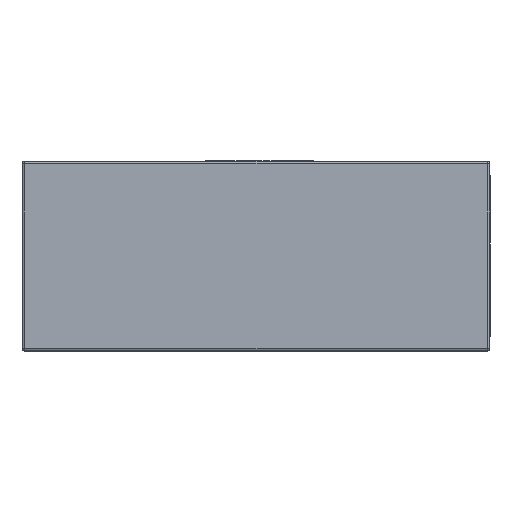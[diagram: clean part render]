
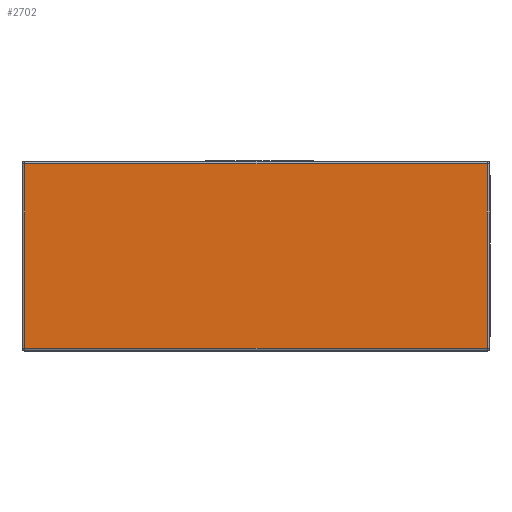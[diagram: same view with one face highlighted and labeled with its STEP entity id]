
A CAD part, left-side view. The second image highlights one B-rep face of the part: STEP entity #2702.
In plain terms, the highlighted planar face has unit normal (-1, 0, 0).
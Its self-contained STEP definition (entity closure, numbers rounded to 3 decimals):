
#300=FACE_OUTER_BOUND('',#478,.T.);
#478=EDGE_LOOP('',(#1963,#1964,#1965,#1966));
#657=LINE('',#4207,#935);
#659=LINE('',#4213,#937);
#664=LINE('',#4223,#942);
#668=LINE('',#4229,#946);
#935=VECTOR('',#3424,10.);
#937=VECTOR('',#3432,10.);
#942=VECTOR('',#3443,10.);
#946=VECTOR('',#3451,10.);
#1212=VERTEX_POINT('',#4180);
#1214=VERTEX_POINT('',#4185);
#1216=VERTEX_POINT('',#4194);
#1219=VERTEX_POINT('',#4201);
#1478=EDGE_CURVE('',#1219,#1214,#657,.T.);
#1481=EDGE_CURVE('',#1216,#1219,#659,.T.);
#1487=EDGE_CURVE('',#1212,#1216,#664,.T.);
#1491=EDGE_CURVE('',#1214,#1212,#668,.T.);
#1963=ORIENTED_EDGE('',*,*,#1478,.F.);
#1964=ORIENTED_EDGE('',*,*,#1481,.F.);
#1965=ORIENTED_EDGE('',*,*,#1487,.F.);
#1966=ORIENTED_EDGE('',*,*,#1491,.F.);
#2576=PLANE('',#3068);
#2702=ADVANCED_FACE('',(#300),#2576,.T.);
#3068=AXIS2_PLACEMENT_3D('',#4240,#3466,#3467);
#3424=DIRECTION('',(0.,1.,0.));
#3432=DIRECTION('',(0.,0.,-1.));
#3443=DIRECTION('',(0.,-1.,0.));
#3451=DIRECTION('',(0.,0.,1.));
#3466=DIRECTION('center_axis',(-1.,0.,0.));
#3467=DIRECTION('ref_axis',(0.,-1.,0.));
#4180=CARTESIAN_POINT('',(-0.187,0.64,1.59));
#4185=CARTESIAN_POINT('',(-0.187,0.64,0.01));
#4194=CARTESIAN_POINT('',(-0.187,0.01,1.59));
#4201=CARTESIAN_POINT('',(-0.187,0.01,0.01));
#4207=CARTESIAN_POINT('',(-0.187,0.488,0.01));
#4213=CARTESIAN_POINT('',(-0.187,0.01,0.));
#4223=CARTESIAN_POINT('',(-0.187,0.488,1.59));
#4229=CARTESIAN_POINT('',(-0.187,0.64,0.));
#4240=CARTESIAN_POINT('Origin',(-0.187,0.65,0.));
